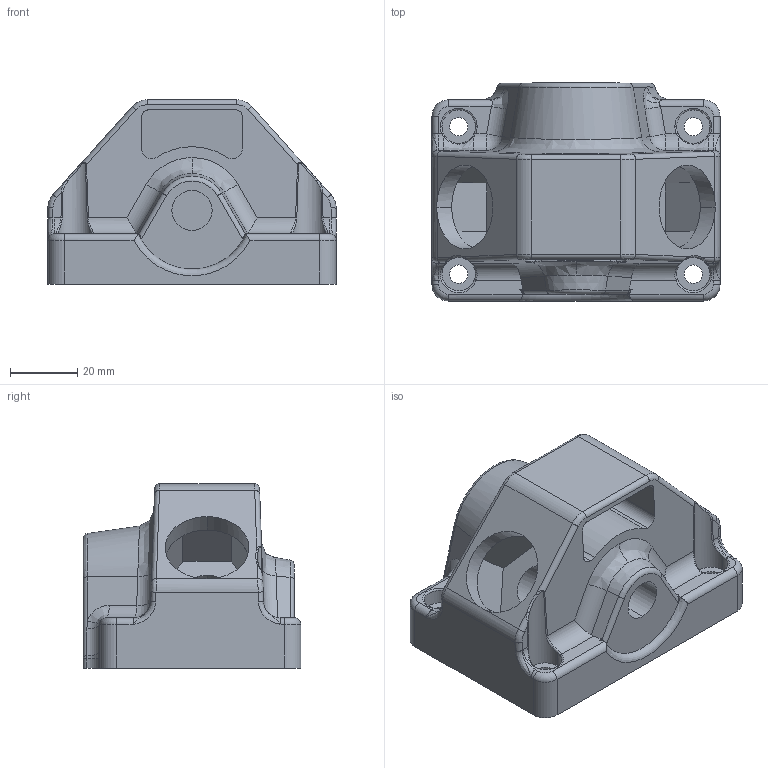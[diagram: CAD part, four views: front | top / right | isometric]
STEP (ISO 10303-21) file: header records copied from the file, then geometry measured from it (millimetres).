
FILE_DESCRIPTION (( 'STEP AP203' ), '1' );
FILE_NAME ('R241.034.002.STEP', '2015-06-12T12:07:31', ( '' ), ( '' ), 'SwSTEP 2.0', 'SolidWorks 2012', '' );
FILE_SCHEMA (( 'CONFIG_CONTROL_DESIGN' ));
Length unit declared in the file: millimetre
Products named in the file (1): R241.034.002
Bounding box: 86 x 65 x 55 mm (x, y, z)
Volume: 82430.2 mm3; surface area: 40315 mm2
Topology: 1 solids, 1 shells, 440 faces, 1118 edges, 677 vertices
Faces by surface type: cylinder 165, plane 119, bspline 87, torus 61, sphere 7, cone 1
Entity records: 17033 total; most frequent: CARTESIAN_POINT 7221, ORIENTED_EDGE 2212, DIRECTION 1893, EDGE_CURVE 1106, AXIS2_PLACEMENT_3D 742, VERTEX_POINT 675, EDGE_LOOP 459, ADVANCED_FACE 440
